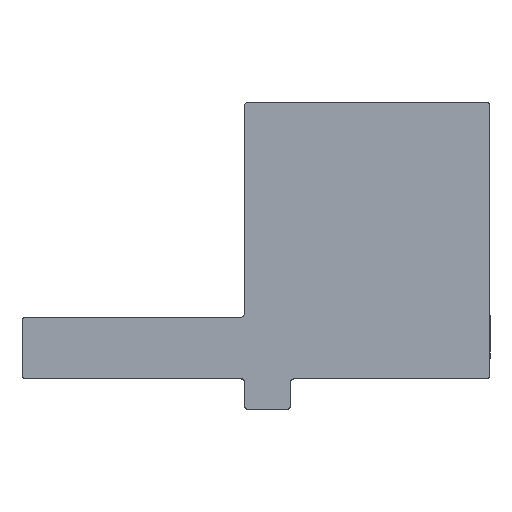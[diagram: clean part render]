
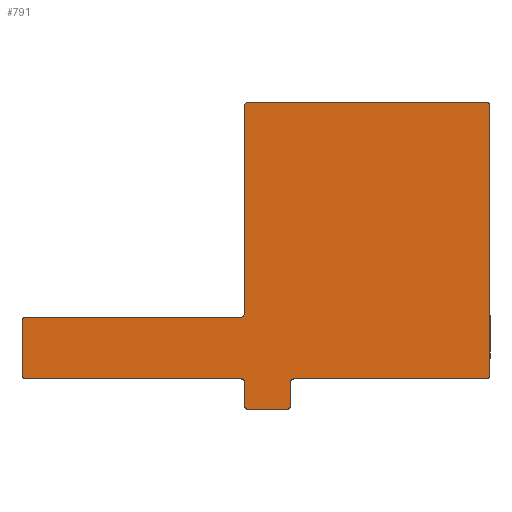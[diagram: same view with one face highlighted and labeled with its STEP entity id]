
A CAD part, top view. The second image highlights one B-rep face of the part: STEP entity #791.
In plain terms, the highlighted planar face has unit normal (0, 0, 1).
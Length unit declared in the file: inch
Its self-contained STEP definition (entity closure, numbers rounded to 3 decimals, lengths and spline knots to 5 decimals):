
#78=PLANE('',#888);
#101=FACE_OUTER_BOUND('',#149,.T.);
#149=EDGE_LOOP('',(#584,#585,#586,#587,#588,#589,#590,#591,#592,#593,#594,
#595,#596,#597,#598,#599,#600,#601,#602,#603));
#211=LINE('',#1197,#267);
#223=LINE('',#1241,#279);
#225=LINE('',#1248,#281);
#226=LINE('',#1252,#282);
#227=LINE('',#1256,#283);
#228=LINE('',#1260,#284);
#229=LINE('',#1264,#285);
#230=LINE('',#1268,#286);
#231=LINE('',#1272,#287);
#232=LINE('',#1275,#288);
#267=VECTOR('',#969,0.3937);
#279=VECTOR('',#1007,0.3937);
#281=VECTOR('',#1015,0.3937);
#282=VECTOR('',#1018,0.3937);
#283=VECTOR('',#1021,0.3937);
#284=VECTOR('',#1024,0.3937);
#285=VECTOR('',#1027,0.3937);
#286=VECTOR('',#1030,0.3937);
#287=VECTOR('',#1033,0.3937);
#288=VECTOR('',#1036,0.3937);
#319=CIRCLE('',#870,0.015);
#330=CIRCLE('',#884,0.015);
#331=CIRCLE('',#887,0.015);
#332=CIRCLE('',#889,0.015);
#333=CIRCLE('',#890,0.015);
#334=CIRCLE('',#891,0.015);
#335=CIRCLE('',#892,0.015);
#336=CIRCLE('',#893,0.015);
#337=CIRCLE('',#894,0.015);
#338=CIRCLE('',#895,0.015);
#354=VERTEX_POINT('',#1184);
#355=VERTEX_POINT('',#1185);
#359=VERTEX_POINT('',#1195);
#377=VERTEX_POINT('',#1235);
#378=VERTEX_POINT('',#1239);
#379=VERTEX_POINT('',#1243);
#380=VERTEX_POINT('',#1247);
#381=VERTEX_POINT('',#1249);
#382=VERTEX_POINT('',#1251);
#383=VERTEX_POINT('',#1253);
#384=VERTEX_POINT('',#1255);
#385=VERTEX_POINT('',#1257);
#386=VERTEX_POINT('',#1259);
#387=VERTEX_POINT('',#1261);
#388=VERTEX_POINT('',#1263);
#389=VERTEX_POINT('',#1265);
#390=VERTEX_POINT('',#1267);
#391=VERTEX_POINT('',#1269);
#392=VERTEX_POINT('',#1271);
#393=VERTEX_POINT('',#1273);
#432=EDGE_CURVE('',#354,#355,#319,.T.);
#438=EDGE_CURVE('',#359,#354,#211,.T.);
#458=EDGE_CURVE('',#377,#359,#330,.T.);
#460=EDGE_CURVE('',#378,#377,#223,.T.);
#461=EDGE_CURVE('',#379,#378,#331,.T.);
#463=EDGE_CURVE('',#380,#379,#225,.T.);
#464=EDGE_CURVE('',#381,#380,#332,.T.);
#465=EDGE_CURVE('',#382,#381,#226,.T.);
#466=EDGE_CURVE('',#383,#382,#333,.T.);
#467=EDGE_CURVE('',#384,#383,#227,.T.);
#468=EDGE_CURVE('',#385,#384,#334,.T.);
#469=EDGE_CURVE('',#386,#385,#228,.T.);
#470=EDGE_CURVE('',#387,#386,#335,.T.);
#471=EDGE_CURVE('',#388,#387,#229,.T.);
#472=EDGE_CURVE('',#389,#388,#336,.T.);
#473=EDGE_CURVE('',#390,#389,#230,.T.);
#474=EDGE_CURVE('',#391,#390,#337,.T.);
#475=EDGE_CURVE('',#392,#391,#231,.T.);
#476=EDGE_CURVE('',#393,#392,#338,.T.);
#477=EDGE_CURVE('',#355,#393,#232,.T.);
#584=ORIENTED_EDGE('',*,*,#432,.F.);
#585=ORIENTED_EDGE('',*,*,#438,.F.);
#586=ORIENTED_EDGE('',*,*,#458,.F.);
#587=ORIENTED_EDGE('',*,*,#460,.F.);
#588=ORIENTED_EDGE('',*,*,#461,.F.);
#589=ORIENTED_EDGE('',*,*,#463,.F.);
#590=ORIENTED_EDGE('',*,*,#464,.F.);
#591=ORIENTED_EDGE('',*,*,#465,.F.);
#592=ORIENTED_EDGE('',*,*,#466,.F.);
#593=ORIENTED_EDGE('',*,*,#467,.F.);
#594=ORIENTED_EDGE('',*,*,#468,.F.);
#595=ORIENTED_EDGE('',*,*,#469,.F.);
#596=ORIENTED_EDGE('',*,*,#470,.F.);
#597=ORIENTED_EDGE('',*,*,#471,.F.);
#598=ORIENTED_EDGE('',*,*,#472,.F.);
#599=ORIENTED_EDGE('',*,*,#473,.F.);
#600=ORIENTED_EDGE('',*,*,#474,.F.);
#601=ORIENTED_EDGE('',*,*,#475,.F.);
#602=ORIENTED_EDGE('',*,*,#476,.F.);
#603=ORIENTED_EDGE('',*,*,#477,.F.);
#791=ADVANCED_FACE('',(#101),#78,.T.);
#870=AXIS2_PLACEMENT_3D('',#1186,#959,#960);
#884=AXIS2_PLACEMENT_3D('',#1237,#1002,#1003);
#887=AXIS2_PLACEMENT_3D('',#1244,#1010,#1011);
#888=AXIS2_PLACEMENT_3D('',#1246,#1013,#1014);
#889=AXIS2_PLACEMENT_3D('',#1250,#1016,#1017);
#890=AXIS2_PLACEMENT_3D('',#1254,#1019,#1020);
#891=AXIS2_PLACEMENT_3D('',#1258,#1022,#1023);
#892=AXIS2_PLACEMENT_3D('',#1262,#1025,#1026);
#893=AXIS2_PLACEMENT_3D('',#1266,#1028,#1029);
#894=AXIS2_PLACEMENT_3D('',#1270,#1031,#1032);
#895=AXIS2_PLACEMENT_3D('',#1274,#1034,#1035);
#959=DIRECTION('center_axis',(0.,0.,-1.));
#960=DIRECTION('ref_axis',(0.707,-0.707,0.));
#969=DIRECTION('',(0.,-1.,0.));
#1002=DIRECTION('center_axis',(0.,0.,1.));
#1003=DIRECTION('ref_axis',(-0.707,0.707,0.));
#1007=DIRECTION('',(-1.,0.,0.));
#1010=DIRECTION('center_axis',(0.,0.,-1.));
#1011=DIRECTION('ref_axis',(0.707,-0.707,0.));
#1013=DIRECTION('center_axis',(0.,0.,1.));
#1014=DIRECTION('ref_axis',(1.,0.,0.));
#1015=DIRECTION('',(0.,-1.,0.));
#1016=DIRECTION('center_axis',(0.,0.,-1.));
#1017=DIRECTION('ref_axis',(0.707,0.707,0.));
#1018=DIRECTION('',(1.,0.,0.));
#1019=DIRECTION('center_axis',(0.,0.,-1.));
#1020=DIRECTION('ref_axis',(-0.707,0.707,0.));
#1021=DIRECTION('',(0.,1.,0.));
#1022=DIRECTION('center_axis',(0.,0.,1.));
#1023=DIRECTION('ref_axis',(0.707,-0.707,0.));
#1024=DIRECTION('',(1.,0.,0.));
#1025=DIRECTION('center_axis',(0.,0.,-1.));
#1026=DIRECTION('ref_axis',(-0.707,0.707,0.));
#1027=DIRECTION('',(0.,1.,0.));
#1028=DIRECTION('center_axis',(0.,0.,-1.));
#1029=DIRECTION('ref_axis',(-0.707,-0.707,0.));
#1030=DIRECTION('',(-1.,0.,0.));
#1031=DIRECTION('center_axis',(0.,0.,1.));
#1032=DIRECTION('ref_axis',(0.707,0.707,0.));
#1033=DIRECTION('',(0.,1.,0.));
#1034=DIRECTION('center_axis',(0.,0.,-1.));
#1035=DIRECTION('ref_axis',(-0.707,-0.707,0.));
#1036=DIRECTION('',(-1.,0.,0.));
#1184=CARTESIAN_POINT('',(0.188,-0.11,1.));
#1185=CARTESIAN_POINT('',(0.173,-0.125,1.));
#1186=CARTESIAN_POINT('Origin',(0.173,-0.11,1.));
#1195=CARTESIAN_POINT('',(0.188,-0.015,1.));
#1197=CARTESIAN_POINT('',(0.188,0.,1.));
#1235=CARTESIAN_POINT('',(0.203,0.,1.));
#1237=CARTESIAN_POINT('Origin',(0.203,-0.015,1.));
#1239=CARTESIAN_POINT('',(0.985,0.,1.));
#1241=CARTESIAN_POINT('',(1.,0.,1.));
#1243=CARTESIAN_POINT('',(1.,0.015,1.));
#1244=CARTESIAN_POINT('Origin',(0.985,0.015,1.));
#1246=CARTESIAN_POINT('Origin',(0.17446,0.40843,1.));
#1247=CARTESIAN_POINT('',(1.,1.11,1.));
#1248=CARTESIAN_POINT('',(1.,1.125,1.));
#1249=CARTESIAN_POINT('',(0.985,1.125,1.));
#1250=CARTESIAN_POINT('Origin',(0.985,1.11,1.));
#1251=CARTESIAN_POINT('',(0.015,1.125,1.));
#1252=CARTESIAN_POINT('',(0.,1.125,1.));
#1253=CARTESIAN_POINT('',(0.,1.11,1.));
#1254=CARTESIAN_POINT('Origin',(0.015,1.11,1.));
#1255=CARTESIAN_POINT('',(0.,0.265,1.));
#1256=CARTESIAN_POINT('',(0.,0.25,1.));
#1257=CARTESIAN_POINT('',(-0.015,0.25,1.));
#1258=CARTESIAN_POINT('Origin',(-0.015,0.265,1.));
#1259=CARTESIAN_POINT('',(-0.891,0.25,1.));
#1260=CARTESIAN_POINT('',(-0.906,0.25,1.));
#1261=CARTESIAN_POINT('',(-0.906,0.235,1.));
#1262=CARTESIAN_POINT('Origin',(-0.891,0.235,1.));
#1263=CARTESIAN_POINT('',(-0.906,0.015,1.));
#1264=CARTESIAN_POINT('',(-0.906,0.,1.));
#1265=CARTESIAN_POINT('',(-0.891,0.,1.));
#1266=CARTESIAN_POINT('Origin',(-0.891,0.015,1.));
#1267=CARTESIAN_POINT('',(-0.015,0.,1.));
#1268=CARTESIAN_POINT('',(0.,0.,1.));
#1269=CARTESIAN_POINT('',(0.,-0.015,1.));
#1270=CARTESIAN_POINT('Origin',(-0.015,-0.015,1.));
#1271=CARTESIAN_POINT('',(0.,-0.11,1.));
#1272=CARTESIAN_POINT('',(0.,-0.125,1.));
#1273=CARTESIAN_POINT('',(0.015,-0.125,1.));
#1274=CARTESIAN_POINT('Origin',(0.015,-0.11,1.));
#1275=CARTESIAN_POINT('',(0.188,-0.125,1.));
